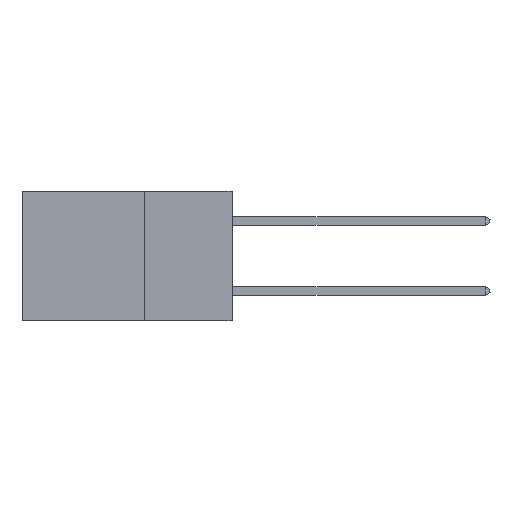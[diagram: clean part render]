
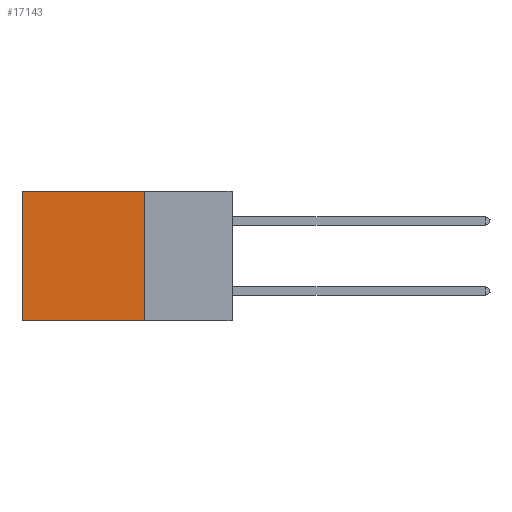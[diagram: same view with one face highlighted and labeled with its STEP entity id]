
A CAD part, left-side view. The second image highlights one B-rep face of the part: STEP entity #17143.
In plain terms, the highlighted planar face has unit normal (-1, 0, 0).
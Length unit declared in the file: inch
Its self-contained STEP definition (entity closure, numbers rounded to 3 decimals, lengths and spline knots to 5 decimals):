
#52 = LINE ( 'NONE', #37574, #6201 ) ;
#612 = VERTEX_POINT ( 'NONE', #22266 ) ;
#2594 = CARTESIAN_POINT ( 'NONE',  ( 0.2875, 0.25, -0.37 ) ) ;
#4728 = LINE ( 'NONE', #2594, #19321 ) ;
#5579 = DIRECTION ( 'NONE',  ( 0., 1., 0. ) ) ;
#6008 = CARTESIAN_POINT ( 'NONE',  ( 0.2875, 0.25, 0. ) ) ;
#6034 = VERTEX_POINT ( 'NONE', #6870 ) ;
#6201 = VECTOR ( 'NONE', #12999, 39.37008 ) ;
#6870 = CARTESIAN_POINT ( 'NONE',  ( 0.2875, 0.6, 0. ) ) ;
#7074 = ORIENTED_EDGE ( 'NONE', *, *, #9484, .T. ) ;
#8488 = EDGE_CURVE ( 'NONE', #612, #33262, #4728, .T. ) ;
#9010 = AXIS2_PLACEMENT_3D ( 'NONE', #6008, #13352, #20584 ) ;
#9280 = CARTESIAN_POINT ( 'NONE',  ( 0.2875, 0.25, 0. ) ) ;
#9484 = EDGE_CURVE ( 'NONE', #20267, #6034, #10221, .T. ) ;
#10221 = LINE ( 'NONE', #9280, #40662 ) ;
#12999 = DIRECTION ( 'NONE',  ( 0., 0., -1. ) ) ;
#13352 = DIRECTION ( 'NONE',  ( 1., 0., 0. ) ) ;
#13534 = ORIENTED_EDGE ( 'NONE', *, *, #8488, .F. ) ;
#17143 = ADVANCED_FACE ( 'NONE', ( #27739 ), #30550, .F. ) ;
#19321 = VECTOR ( 'NONE', #5579, 39.37008 ) ;
#20267 = VERTEX_POINT ( 'NONE', #28489 ) ;
#20374 = CARTESIAN_POINT ( 'NONE',  ( 0.2875, 0.25, 0. ) ) ;
#20584 = DIRECTION ( 'NONE',  ( 0., 0., -1. ) ) ;
#22266 = CARTESIAN_POINT ( 'NONE',  ( 0.2875, 0.25, -0.37 ) ) ;
#27005 = LINE ( 'NONE', #20374, #36048 ) ;
#27218 = DIRECTION ( 'NONE',  ( 0., 1., 0. ) ) ;
#27450 = ORIENTED_EDGE ( 'NONE', *, *, #30713, .T. ) ;
#27739 = FACE_OUTER_BOUND ( 'NONE', #30409, .T. ) ;
#28489 = CARTESIAN_POINT ( 'NONE',  ( 0.2875, 0.25, 0. ) ) ;
#30409 = EDGE_LOOP ( 'NONE', ( #27450, #13534, #38183, #7074 ) ) ;
#30550 = PLANE ( 'NONE',  #9010 ) ;
#30713 = EDGE_CURVE ( 'NONE', #6034, #33262, #52, .T. ) ;
#30826 = EDGE_CURVE ( 'NONE', #20267, #612, #27005, .T. ) ;
#31235 = CARTESIAN_POINT ( 'NONE',  ( 0.2875, 0.6, -0.37 ) ) ;
#31269 = DIRECTION ( 'NONE',  ( 0., 0., -1. ) ) ;
#33262 = VERTEX_POINT ( 'NONE', #31235 ) ;
#36048 = VECTOR ( 'NONE', #31269, 39.37008 ) ;
#37574 = CARTESIAN_POINT ( 'NONE',  ( 0.2875, 0.6, 0. ) ) ;
#38183 = ORIENTED_EDGE ( 'NONE', *, *, #30826, .F. ) ;
#40662 = VECTOR ( 'NONE', #27218, 39.37008 ) ;
